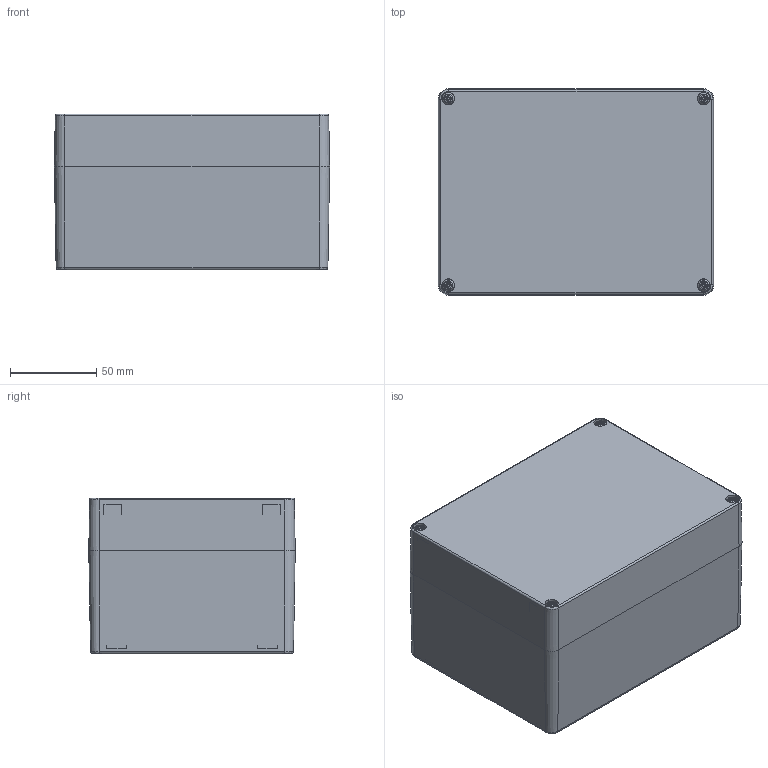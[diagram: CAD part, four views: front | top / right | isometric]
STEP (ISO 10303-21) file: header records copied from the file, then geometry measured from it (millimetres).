
FILE_DESCRIPTION (( 'STEP AP214' ), '1' );
FILE_NAME ('BBCC161290W.STEP', '2019-07-09T17:12:34', ( '' ), ( '' ), 'SwSTEP 2.0', 'SolidWorks 2018', '' );
FILE_SCHEMA (( 'AUTOMOTIVE_DESIGN' ));
Length unit declared in the file: inch
Products named in the file (1): BBCC161290W
Bounding box: 160 x 120 x 90.5 mm (x, y, z)
Volume: 307007.5 mm3; surface area: 201083.6 mm2
Topology: 11 solids, 11 shells, 1567 faces, 3816 edges, 2316 vertices
Faces by surface type: plane 591, cylinder 396, cone 368, bspline 204, torus 8
Full cylindrical faces by diameter (mm): 3.242 x4, 3.3 x4, 4 x4, 4.4 x4, 4.5 x8, 4.8 x4, 5.1 x4, 6.8 x4, 7 x4, 7.4 x4, 7.8 x4
Entity records: 72215 total; most frequent: CARTESIAN_POINT 17332, ORIENTED_EDGE 7400, DIRECTION 6868, EDGE_CURVE 3700, AXIS2_PLACEMENT_3D 2808, VERTEX_POINT 2288, EDGE_LOOP 1734, FACE_OUTER_BOUND 1623
